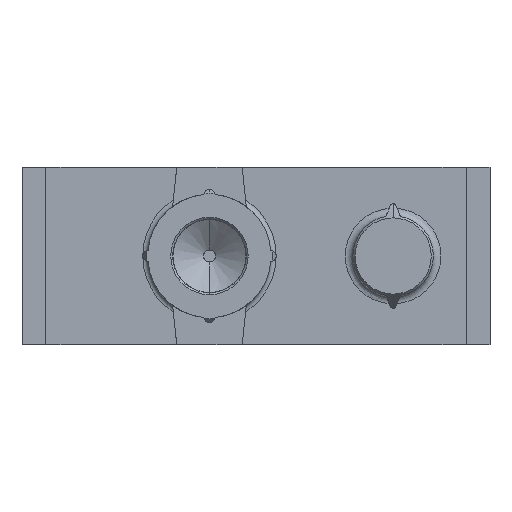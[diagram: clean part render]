
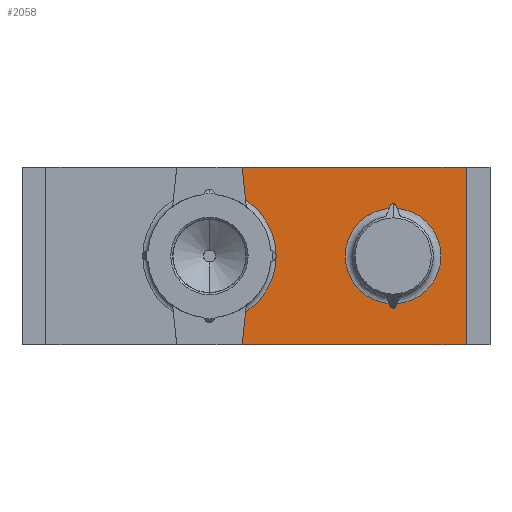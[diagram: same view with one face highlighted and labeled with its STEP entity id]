
A CAD part, front view. The second image highlights one B-rep face of the part: STEP entity #2058.
In plain terms, the highlighted planar face has unit normal (0, -1, 0).
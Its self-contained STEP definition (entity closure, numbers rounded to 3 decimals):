
#50 = VECTOR ( 'NONE', #5274, 1000. ) ;
#139 = CARTESIAN_POINT ( 'NONE',  ( 10.1, 0.38, 3.525 ) ) ;
#299 = VERTEX_POINT ( 'NONE', #1916 ) ;
#402 = CARTESIAN_POINT ( 'NONE',  ( 7.488, 0.38, -1.574 ) ) ;
#405 = DIRECTION ( 'NONE',  ( -0.383, 0., -0.924 ) ) ;
#421 = VERTEX_POINT ( 'NONE', #2008 ) ;
#460 = CARTESIAN_POINT ( 'NONE',  ( 7.488, 0.38, 1.574 ) ) ;
#527 = DIRECTION ( 'NONE',  ( 0.383, 0., -0.924 ) ) ;
#581 = DIRECTION ( 'NONE',  ( 0., 0., 1. ) ) ;
#582 = DIRECTION ( 'NONE',  ( 0., -1., 0. ) ) ;
#602 = CARTESIAN_POINT ( 'NONE',  ( 7.2, 0.38, 1.955 ) ) ;
#639 = ORIENTED_EDGE ( 'NONE', *, *, #5465, .T. ) ;
#867 = VECTOR ( 'NONE', #5531, 1000. ) ;
#943 = DIRECTION ( 'NONE',  ( 0., 0., 1. ) ) ;
#1009 = DIRECTION ( 'NONE',  ( 0., -1., 0. ) ) ;
#1068 = CARTESIAN_POINT ( 'NONE',  ( 7.2, 0.38, 1.955 ) ) ;
#1083 = LINE ( 'NONE', #3687, #4293 ) ;
#1274 = DIRECTION ( 'NONE',  ( 0., 0., 1. ) ) ;
#1420 = DIRECTION ( 'NONE',  ( 0., -1., 0. ) ) ;
#1433 = VERTEX_POINT ( 'NONE', #3922 ) ;
#1472 = CARTESIAN_POINT ( 'NONE',  ( 7.2, 0.38, -1.955 ) ) ;
#1494 = AXIS2_PLACEMENT_3D ( 'NONE', #6234, #6228, #6187 ) ;
#1629 = CARTESIAN_POINT ( 'NONE',  ( 7.045, 0.38, -1.894 ) ) ;
#1734 = VERTEX_POINT ( 'NONE', #4577 ) ;
#1816 = CIRCLE ( 'NONE', #6528, 2.65 ) ;
#1916 = CARTESIAN_POINT ( 'NONE',  ( 1.2, 0.38, -3.525 ) ) ;
#2008 = CARTESIAN_POINT ( 'NONE',  ( 10.1, 0.38, -3.525 ) ) ;
#2058 = ADVANCED_FACE ( 'NONE', ( #6179, #5291 ), #6383, .F. ) ;
#2174 = ORIENTED_EDGE ( 'NONE', *, *, #5496, .T. ) ;
#2559 = CARTESIAN_POINT ( 'NONE',  ( 7.089, 0.38, -2.001 ) ) ;
#2718 = DIRECTION ( 'NONE',  ( -0.383, 0., 0.924 ) ) ;
#2826 = LINE ( 'NONE', #402, #2891 ) ;
#2864 = CARTESIAN_POINT ( 'NONE',  ( 1.336, 0.38, 2.227 ) ) ;
#2870 = CIRCLE ( 'NONE', #6504, 1.9 ) ;
#2882 = VECTOR ( 'NONE', #527, 1000. ) ;
#2891 = VECTOR ( 'NONE', #405, 1000. ) ;
#2976 = LINE ( 'NONE', #460, #2882 ) ;
#3014 = CARTESIAN_POINT ( 'NONE',  ( 7.355, 0.38, 1.894 ) ) ;
#3033 = CARTESIAN_POINT ( 'NONE',  ( 7.089, 0.38, -2.001 ) ) ;
#3114 = CIRCLE ( 'NONE', #6131, 0.12 ) ;
#3248 = LINE ( 'NONE', #5319, #6902 ) ;
#3253 = ORIENTED_EDGE ( 'NONE', *, *, #5437, .F. ) ;
#3320 = CARTESIAN_POINT ( 'NONE',  ( 7.2, 0.38, 0. ) ) ;
#3445 = VERTEX_POINT ( 'NONE', #2864 ) ;
#3641 = DIRECTION ( 'NONE',  ( -1., 0., 0. ) ) ;
#3647 = ORIENTED_EDGE ( 'NONE', *, *, #4553, .F. ) ;
#3659 = CARTESIAN_POINT ( 'NONE',  ( 0., 0.38, 3.525 ) ) ;
#3668 = DIRECTION ( 'NONE',  ( -1., 0., 0. ) ) ;
#3687 = CARTESIAN_POINT ( 'NONE',  ( 0., 0.38, -3.525 ) ) ;
#3780 = ORIENTED_EDGE ( 'NONE', *, *, #5891, .T. ) ;
#3790 = ORIENTED_EDGE ( 'NONE', *, *, #4554, .F. ) ;
#3793 = ORIENTED_EDGE ( 'NONE', *, *, #4562, .F. ) ;
#3798 = ORIENTED_EDGE ( 'NONE', *, *, #4812, .F. ) ;
#3803 = ORIENTED_EDGE ( 'NONE', *, *, #4539, .F. ) ;
#3813 = ORIENTED_EDGE ( 'NONE', *, *, #4814, .T. ) ;
#3829 = ORIENTED_EDGE ( 'NONE', *, *, #4570, .F. ) ;
#3850 = ORIENTED_EDGE ( 'NONE', *, *, #4523, .F. ) ;
#3862 = ORIENTED_EDGE ( 'NONE', *, *, #4509, .F. ) ;
#3893 = VERTEX_POINT ( 'NONE', #2559 ) ;
#3922 = CARTESIAN_POINT ( 'NONE',  ( 7.311, 0.38, 2.001 ) ) ;
#4092 = EDGE_LOOP ( 'NONE', ( #3780, #3253, #4186, #639, #3790, #2174, #6520, #4547, #3793 ) ) ;
#4119 = VECTOR ( 'NONE', #3641, 1000. ) ;
#4136 = EDGE_CURVE ( 'NONE', #3893, #5242, #6677, .T. ) ;
#4148 = EDGE_CURVE ( 'NONE', #1433, #6770, #4204, .T. ) ;
#4186 = ORIENTED_EDGE ( 'NONE', *, *, #4148, .F. ) ;
#4204 = CIRCLE ( 'NONE', #6749, 0.12 ) ;
#4293 = VECTOR ( 'NONE', #3668, 1000. ) ;
#4309 = VERTEX_POINT ( 'NONE', #6628 ) ;
#4429 = CIRCLE ( 'NONE', #6540, 2.65 ) ;
#4491 = VERTEX_POINT ( 'NONE', #5747 ) ;
#4504 = VERTEX_POINT ( 'NONE', #5810 ) ;
#4509 = EDGE_CURVE ( 'NONE', #4504, #6105, #4429, .T. ) ;
#4523 = EDGE_CURVE ( 'NONE', #6105, #3445, #1816, .T. ) ;
#4539 = EDGE_CURVE ( 'NONE', #5577, #421, #5566, .T. ) ;
#4547 = ORIENTED_EDGE ( 'NONE', *, *, #4136, .T. ) ;
#4553 = EDGE_CURVE ( 'NONE', #299, #4504, #3248, .T. ) ;
#4554 = EDGE_CURVE ( 'NONE', #6136, #6490, #4978, .T. ) ;
#4562 = EDGE_CURVE ( 'NONE', #6536, #5242, #2870, .T. ) ;
#4570 = EDGE_CURVE ( 'NONE', #3445, #1734, #6883, .T. ) ;
#4577 = CARTESIAN_POINT ( 'NONE',  ( 1.2, 0.38, 3.525 ) ) ;
#4668 = CIRCLE ( 'NONE', #5933, 0.12 ) ;
#4812 = EDGE_CURVE ( 'NONE', #421, #299, #1083, .T. ) ;
#4814 = EDGE_CURVE ( 'NONE', #5577, #1734, #6956, .T. ) ;
#4956 = LINE ( 'NONE', #6387, #5010 ) ;
#4978 = CIRCLE ( 'NONE', #6525, 1.9 ) ;
#5010 = VECTOR ( 'NONE', #6376, 1000. ) ;
#5198 = CARTESIAN_POINT ( 'NONE',  ( 7.2, 0.38, 2.075 ) ) ;
#5215 = DIRECTION ( 'NONE',  ( 0., 0., 1. ) ) ;
#5221 = DIRECTION ( 'NONE',  ( 0., -1., 0. ) ) ;
#5229 = CARTESIAN_POINT ( 'NONE',  ( 1.336, 0.38, 2.227 ) ) ;
#5241 = DIRECTION ( 'NONE',  ( 0., 0., 1. ) ) ;
#5242 = VERTEX_POINT ( 'NONE', #1629 ) ;
#5256 = DIRECTION ( 'NONE',  ( 0., -1., 0. ) ) ;
#5265 = CARTESIAN_POINT ( 'NONE',  ( 7.2, 0.38, 0. ) ) ;
#5274 = DIRECTION ( 'NONE',  ( -0.105, 0., 0.995 ) ) ;
#5291 = FACE_OUTER_BOUND ( 'NONE', #5827, .T. ) ;
#5311 = DIRECTION ( 'NONE',  ( 0.105, 0., 0.995 ) ) ;
#5319 = CARTESIAN_POINT ( 'NONE',  ( 1.2, 0.38, -3.525 ) ) ;
#5363 = VECTOR ( 'NONE', #2718, 1000. ) ;
#5379 = CARTESIAN_POINT ( 'NONE',  ( 7.045, 0.38, 1.894 ) ) ;
#5437 = EDGE_CURVE ( 'NONE', #6770, #4309, #3114, .T. ) ;
#5465 = EDGE_CURVE ( 'NONE', #1433, #6490, #2976, .T. ) ;
#5496 = EDGE_CURVE ( 'NONE', #6136, #4491, #2826, .T. ) ;
#5531 = DIRECTION ( 'NONE',  ( 0., 0., -1. ) ) ;
#5541 = DIRECTION ( 'NONE',  ( -1., 0., 0. ) ) ;
#5542 = DIRECTION ( 'NONE',  ( 0., -1., 0. ) ) ;
#5559 = CARTESIAN_POINT ( 'NONE',  ( -0.1, 0.38, 0. ) ) ;
#5566 = LINE ( 'NONE', #5587, #867 ) ;
#5577 = VERTEX_POINT ( 'NONE', #139 ) ;
#5587 = CARTESIAN_POINT ( 'NONE',  ( 10.1, 0.38, 3.525 ) ) ;
#5641 = DIRECTION ( 'NONE',  ( 0., 0., 1. ) ) ;
#5644 = DIRECTION ( 'NONE',  ( 0., -1., 0. ) ) ;
#5649 = CARTESIAN_POINT ( 'NONE',  ( -0.1, 0.38, 0. ) ) ;
#5664 = EDGE_CURVE ( 'NONE', #3893, #4491, #4668, .T. ) ;
#5689 = CARTESIAN_POINT ( 'NONE',  ( 7.355, 0.38, -1.894 ) ) ;
#5731 = CARTESIAN_POINT ( 'NONE',  ( 2.55, 0.38, 0. ) ) ;
#5747 = CARTESIAN_POINT ( 'NONE',  ( 7.311, 0.38, -2.001 ) ) ;
#5810 = CARTESIAN_POINT ( 'NONE',  ( 1.336, 0.38, -2.227 ) ) ;
#5827 = EDGE_LOOP ( 'NONE', ( #3798, #3803, #3813, #3829, #3850, #3862, #3647 ) ) ;
#5891 = EDGE_CURVE ( 'NONE', #6536, #4309, #4956, .T. ) ;
#5933 = AXIS2_PLACEMENT_3D ( 'NONE', #1472, #1420, #1274 ) ;
#6105 = VERTEX_POINT ( 'NONE', #5731 ) ;
#6131 = AXIS2_PLACEMENT_3D ( 'NONE', #602, #582, #581 ) ;
#6136 = VERTEX_POINT ( 'NONE', #5689 ) ;
#6179 = FACE_BOUND ( 'NONE', #4092, .T. ) ;
#6187 = DIRECTION ( 'NONE',  ( 0., 0., 1. ) ) ;
#6228 = DIRECTION ( 'NONE',  ( 0., 1., 0. ) ) ;
#6234 = CARTESIAN_POINT ( 'NONE',  ( -6.6, 0.38, 3.525 ) ) ;
#6376 = DIRECTION ( 'NONE',  ( 0.383, 0., 0.924 ) ) ;
#6383 = PLANE ( 'NONE',  #1494 ) ;
#6387 = CARTESIAN_POINT ( 'NONE',  ( 7.089, 0.38, 2.001 ) ) ;
#6490 = VERTEX_POINT ( 'NONE', #3014 ) ;
#6504 = AXIS2_PLACEMENT_3D ( 'NONE', #3320, #5221, #5215 ) ;
#6520 = ORIENTED_EDGE ( 'NONE', *, *, #5664, .F. ) ;
#6525 = AXIS2_PLACEMENT_3D ( 'NONE', #5265, #5256, #5241 ) ;
#6528 = AXIS2_PLACEMENT_3D ( 'NONE', #5559, #5542, #5541 ) ;
#6536 = VERTEX_POINT ( 'NONE', #5379 ) ;
#6540 = AXIS2_PLACEMENT_3D ( 'NONE', #5649, #5644, #5641 ) ;
#6628 = CARTESIAN_POINT ( 'NONE',  ( 7.089, 0.38, 2.001 ) ) ;
#6677 = LINE ( 'NONE', #3033, #5363 ) ;
#6749 = AXIS2_PLACEMENT_3D ( 'NONE', #1068, #1009, #943 ) ;
#6770 = VERTEX_POINT ( 'NONE', #5198 ) ;
#6883 = LINE ( 'NONE', #5229, #50 ) ;
#6902 = VECTOR ( 'NONE', #5311, 1000. ) ;
#6956 = LINE ( 'NONE', #3659, #4119 ) ;
